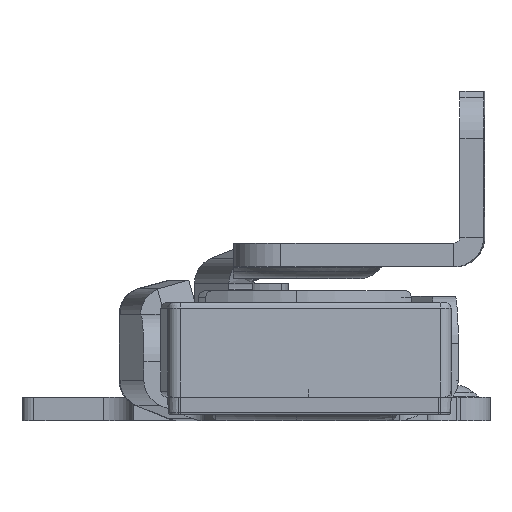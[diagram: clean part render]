
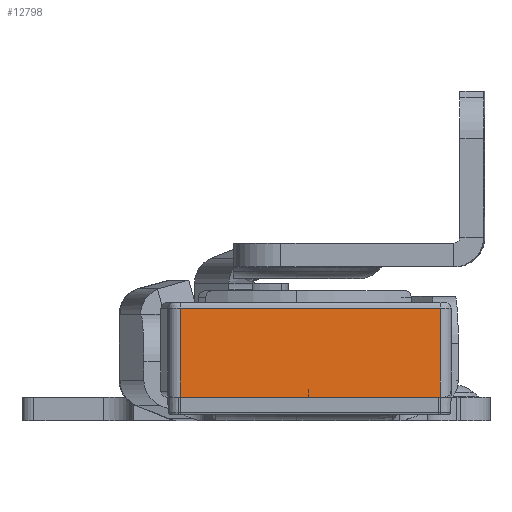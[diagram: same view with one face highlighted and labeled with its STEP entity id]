
A CAD part, left-side view. The second image highlights one B-rep face of the part: STEP entity #12798.
In plain terms, the highlighted face is planar.
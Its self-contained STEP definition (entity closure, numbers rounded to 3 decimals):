
#7 = ORIENTED_EDGE ( 'NONE', *, *, #2098, .F. ) ;
#10 = PLANE ( 'NONE',  #4389 ) ;
#648 = EDGE_CURVE ( 'NONE', #2885, #13210, #12703, .T. ) ;
#691 = CARTESIAN_POINT ( 'NONE',  ( 10., 11., 0.5 ) ) ;
#958 = VERTEX_POINT ( 'NONE', #13765 ) ;
#2098 = EDGE_CURVE ( 'NONE', #958, #14667, #11571, .T. ) ;
#2260 = DIRECTION ( 'NONE',  ( 0., 0., -1. ) ) ;
#2288 = CARTESIAN_POINT ( 'NONE',  ( 10., -11., 8. ) ) ;
#2557 = CARTESIAN_POINT ( 'NONE',  ( 10., 11., 8. ) ) ;
#2885 = VERTEX_POINT ( 'NONE', #2288 ) ;
#3256 = DIRECTION ( 'NONE',  ( 0., 0., -1. ) ) ;
#3375 = VECTOR ( 'NONE', #11708, 1000. ) ;
#3788 = EDGE_CURVE ( 'NONE', #958, #2885, #10709, .T. ) ;
#4022 = VECTOR ( 'NONE', #9263, 1000. ) ;
#4389 = AXIS2_PLACEMENT_3D ( 'NONE', #15104, #9281, #2260 ) ;
#4429 = DIRECTION ( 'NONE',  ( 0., 0., -1. ) ) ;
#4520 = VECTOR ( 'NONE', #4429, 1000. ) ;
#4783 = EDGE_LOOP ( 'NONE', ( #15094, #5971, #7, #8063 ) ) ;
#4846 = CARTESIAN_POINT ( 'NONE',  ( 10., 11., 0.5 ) ) ;
#5433 = EDGE_CURVE ( 'NONE', #13210, #14667, #15239, .T. ) ;
#5971 = ORIENTED_EDGE ( 'NONE', *, *, #5433, .T. ) ;
#6634 = CARTESIAN_POINT ( 'NONE',  ( 10., -11., 8. ) ) ;
#8063 = ORIENTED_EDGE ( 'NONE', *, *, #3788, .T. ) ;
#9201 = FACE_OUTER_BOUND ( 'NONE', #4783, .T. ) ;
#9263 = DIRECTION ( 'NONE',  ( 0., 1., 0. ) ) ;
#9281 = DIRECTION ( 'NONE',  ( 1., 0., 0. ) ) ;
#10390 = CARTESIAN_POINT ( 'NONE',  ( 10., -11., 0.5 ) ) ;
#10416 = CARTESIAN_POINT ( 'NONE',  ( 10., 11., 8. ) ) ;
#10709 = LINE ( 'NONE', #2557, #3375 ) ;
#11571 = LINE ( 'NONE', #10416, #4520 ) ;
#11708 = DIRECTION ( 'NONE',  ( 0., -1., 0. ) ) ;
#12703 = LINE ( 'NONE', #6634, #13301 ) ;
#12798 = ADVANCED_FACE ( 'NONE', ( #9201 ), #10, .T. ) ;
#13210 = VERTEX_POINT ( 'NONE', #10390 ) ;
#13301 = VECTOR ( 'NONE', #3256, 1000. ) ;
#13765 = CARTESIAN_POINT ( 'NONE',  ( 10., 11., 8. ) ) ;
#14667 = VERTEX_POINT ( 'NONE', #691 ) ;
#15094 = ORIENTED_EDGE ( 'NONE', *, *, #648, .T. ) ;
#15104 = CARTESIAN_POINT ( 'NONE',  ( 10., 11., 8. ) ) ;
#15239 = LINE ( 'NONE', #4846, #4022 ) ;
